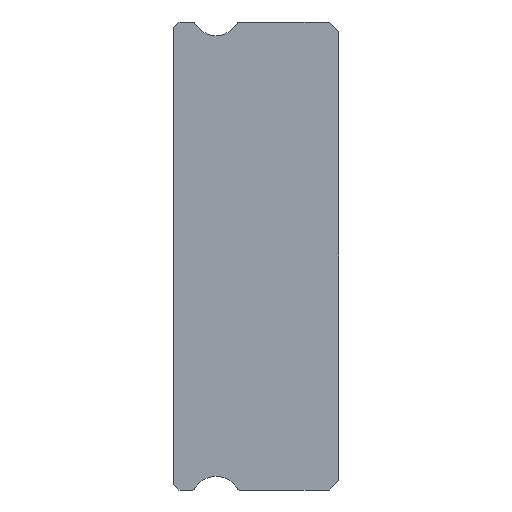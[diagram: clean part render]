
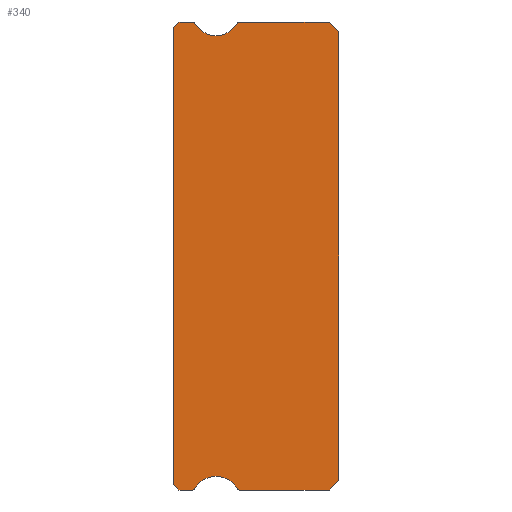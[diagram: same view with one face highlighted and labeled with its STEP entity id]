
A CAD part, left-side view. The second image highlights one B-rep face of the part: STEP entity #340.
In plain terms, the highlighted planar face has unit normal (-1, 0, 0).
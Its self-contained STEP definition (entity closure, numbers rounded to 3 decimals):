
#36 = VERTEX_POINT ( 'NONE', #1711 ) ;
#44 = AXIS2_PLACEMENT_3D ( 'NONE', #907, #688, #1335 ) ;
#68 = DIRECTION ( 'NONE',  ( 0., 0., -1. ) ) ;
#85 = CARTESIAN_POINT ( 'NONE',  ( -20., 5.217, 11.925 ) ) ;
#89 = CARTESIAN_POINT ( 'NONE',  ( -20., 8.2, -12. ) ) ;
#125 = DIRECTION ( 'NONE',  ( -1., 0., 0. ) ) ;
#154 = DIRECTION ( 'NONE',  ( 0., 0.707, -0.707 ) ) ;
#179 = ORIENTED_EDGE ( 'NONE', *, *, #2387, .T. ) ;
#195 = CARTESIAN_POINT ( 'NONE',  ( -20., 8.2, -12. ) ) ;
#207 = VERTEX_POINT ( 'NONE', #195 ) ;
#250 = LINE ( 'NONE', #654, #1813 ) ;
#256 = EDGE_CURVE ( 'NONE', #2038, #593, #1392, .T. ) ;
#269 = CIRCLE ( 'NONE', #1086, 1.25 ) ;
#321 = VERTEX_POINT ( 'NONE', #1159 ) ;
#324 = CARTESIAN_POINT ( 'NONE',  ( -20., 0., 11.5 ) ) ;
#332 = AXIS2_PLACEMENT_3D ( 'NONE', #1200, #1928, #1002 ) ;
#340 = ADVANCED_FACE ( 'NONE', ( #1859 ), #706, .F. ) ;
#342 = LINE ( 'NONE', #1773, #2879 ) ;
#369 = VECTOR ( 'NONE', #1456, 1000. ) ;
#371 = CARTESIAN_POINT ( 'NONE',  ( -20., 5.217, -11.925 ) ) ;
#377 = AXIS2_PLACEMENT_3D ( 'NONE', #1630, #1171, #2556 ) ;
#384 = ORIENTED_EDGE ( 'NONE', *, *, #862, .F. ) ;
#427 = VERTEX_POINT ( 'NONE', #85 ) ;
#473 = CARTESIAN_POINT ( 'NONE',  ( -20., 8.2, 12. ) ) ;
#488 = VERTEX_POINT ( 'NONE', #2858 ) ;
#502 = EDGE_CURVE ( 'NONE', #488, #36, #2017, .T. ) ;
#574 = EDGE_CURVE ( 'NONE', #207, #1661, #2398, .T. ) ;
#593 = VERTEX_POINT ( 'NONE', #1226 ) ;
#654 = CARTESIAN_POINT ( 'NONE',  ( -20., 7.512, -12. ) ) ;
#688 = DIRECTION ( 'NONE',  ( 1., 0., 0. ) ) ;
#706 = PLANE ( 'NONE',  #377 ) ;
#733 = DIRECTION ( 'NONE',  ( 1., 0., 0. ) ) ;
#743 = ORIENTED_EDGE ( 'NONE', *, *, #256, .F. ) ;
#821 = ORIENTED_EDGE ( 'NONE', *, *, #2457, .F. ) ;
#827 = LINE ( 'NONE', #2465, #1337 ) ;
#841 = ORIENTED_EDGE ( 'NONE', *, *, #2304, .F. ) ;
#862 = EDGE_CURVE ( 'NONE', #2495, #1271, #2239, .T. ) ;
#907 = CARTESIAN_POINT ( 'NONE',  ( -20., 5.088, -11.85 ) ) ;
#935 = DIRECTION ( 'NONE',  ( 0., 0.707, -0.707 ) ) ;
#942 = DIRECTION ( 'NONE',  ( -1., 0., 0. ) ) ;
#990 = DIRECTION ( 'NONE',  ( 0., 0., -1. ) ) ;
#1002 = DIRECTION ( 'NONE',  ( 0., 0., -1. ) ) ;
#1027 = LINE ( 'NONE', #1729, #1725 ) ;
#1035 = VERTEX_POINT ( 'NONE', #1610 ) ;
#1051 = DIRECTION ( 'NONE',  ( 1., 0., 0. ) ) ;
#1062 = EDGE_CURVE ( 'NONE', #2424, #2038, #1347, .T. ) ;
#1064 = DIRECTION ( 'NONE',  ( 0., 0., -1. ) ) ;
#1067 = CARTESIAN_POINT ( 'NONE',  ( -20., 0., 11.5 ) ) ;
#1086 = AXIS2_PLACEMENT_3D ( 'NONE', #2713, #125, #1064 ) ;
#1102 = VERTEX_POINT ( 'NONE', #1852 ) ;
#1127 = ORIENTED_EDGE ( 'NONE', *, *, #574, .T. ) ;
#1159 = CARTESIAN_POINT ( 'NONE',  ( -20., 6.3, 11.3 ) ) ;
#1160 = EDGE_CURVE ( 'NONE', #593, #1661, #1929, .T. ) ;
#1171 = DIRECTION ( 'NONE',  ( 1., 0., 0. ) ) ;
#1179 = CARTESIAN_POINT ( 'NONE',  ( -20., 5.088, -12. ) ) ;
#1200 = CARTESIAN_POINT ( 'NONE',  ( -20., 7.512, 11.85 ) ) ;
#1213 = LINE ( 'NONE', #2853, #369 ) ;
#1226 = CARTESIAN_POINT ( 'NONE',  ( -20., 7.383, -11.925 ) ) ;
#1271 = VERTEX_POINT ( 'NONE', #2471 ) ;
#1299 = VECTOR ( 'NONE', #1793, 1000. ) ;
#1312 = ORIENTED_EDGE ( 'NONE', *, *, #2900, .T. ) ;
#1315 = CARTESIAN_POINT ( 'NONE',  ( -20., 7.512, -12. ) ) ;
#1335 = DIRECTION ( 'NONE',  ( 0., 0., -1. ) ) ;
#1337 = VECTOR ( 'NONE', #2942, 1000. ) ;
#1347 = CIRCLE ( 'NONE', #44, 0.15 ) ;
#1362 = VERTEX_POINT ( 'NONE', #2667 ) ;
#1378 = AXIS2_PLACEMENT_3D ( 'NONE', #2475, #1051, #2902 ) ;
#1392 = CIRCLE ( 'NONE', #2930, 1.25 ) ;
#1456 = DIRECTION ( 'NONE',  ( 0., 0., 1. ) ) ;
#1470 = LINE ( 'NONE', #324, #2782 ) ;
#1476 = EDGE_LOOP ( 'NONE', ( #821, #1312, #1127, #1765, #743, #1922, #1520, #841, #179, #2351, #384, #1881, #2427, #2053, #2420, #2192, #1766 ) ) ;
#1481 = VERTEX_POINT ( 'NONE', #473 ) ;
#1520 = ORIENTED_EDGE ( 'NONE', *, *, #2210, .F. ) ;
#1610 = CARTESIAN_POINT ( 'NONE',  ( -20., 8.5, 11.7 ) ) ;
#1611 = DIRECTION ( 'NONE',  ( 0., 1., 0. ) ) ;
#1630 = CARTESIAN_POINT ( 'NONE',  ( -20., 7.512, 11.85 ) ) ;
#1652 = CARTESIAN_POINT ( 'NONE',  ( -20., 5.088, 12. ) ) ;
#1654 = VERTEX_POINT ( 'NONE', #1709 ) ;
#1661 = VERTEX_POINT ( 'NONE', #1315 ) ;
#1709 = CARTESIAN_POINT ( 'NONE',  ( -20., 0.5, -12. ) ) ;
#1711 = CARTESIAN_POINT ( 'NONE',  ( -20., 7.383, 11.925 ) ) ;
#1725 = VECTOR ( 'NONE', #2425, 1000. ) ;
#1729 = CARTESIAN_POINT ( 'NONE',  ( -20., 0.5, 12. ) ) ;
#1757 = EDGE_CURVE ( 'NONE', #488, #1481, #827, .T. ) ;
#1765 = ORIENTED_EDGE ( 'NONE', *, *, #1160, .F. ) ;
#1766 = ORIENTED_EDGE ( 'NONE', *, *, #2546, .T. ) ;
#1771 = VECTOR ( 'NONE', #2123, 1000. ) ;
#1773 = CARTESIAN_POINT ( 'NONE',  ( -20., 8.5, 11.7 ) ) ;
#1779 = VERTEX_POINT ( 'NONE', #1067 ) ;
#1793 = DIRECTION ( 'NONE',  ( 0., -1., 0. ) ) ;
#1813 = VECTOR ( 'NONE', #1611, 1000. ) ;
#1852 = CARTESIAN_POINT ( 'NONE',  ( -20., 8.5, -11.7 ) ) ;
#1853 = LINE ( 'NONE', #2284, #2587 ) ;
#1859 = FACE_OUTER_BOUND ( 'NONE', #1476, .T. ) ;
#1881 = ORIENTED_EDGE ( 'NONE', *, *, #2142, .F. ) ;
#1922 = ORIENTED_EDGE ( 'NONE', *, *, #1062, .F. ) ;
#1928 = DIRECTION ( 'NONE',  ( 1., 0., 0. ) ) ;
#1929 = CIRCLE ( 'NONE', #1978, 0.15 ) ;
#1978 = AXIS2_PLACEMENT_3D ( 'NONE', #2852, #733, #2818 ) ;
#1999 = EDGE_CURVE ( 'NONE', #36, #321, #2101, .T. ) ;
#2017 = CIRCLE ( 'NONE', #332, 0.15 ) ;
#2038 = VERTEX_POINT ( 'NONE', #371 ) ;
#2053 = ORIENTED_EDGE ( 'NONE', *, *, #1999, .F. ) ;
#2067 = EDGE_CURVE ( 'NONE', #321, #427, #269, .T. ) ;
#2101 = CIRCLE ( 'NONE', #2684, 1.25 ) ;
#2121 = DIRECTION ( 'NONE',  ( 0., -1., 0. ) ) ;
#2123 = DIRECTION ( 'NONE',  ( 0., -0.707, -0.707 ) ) ;
#2139 = DIRECTION ( 'NONE',  ( -1., 0., 0. ) ) ;
#2142 = EDGE_CURVE ( 'NONE', #427, #2495, #2149, .T. ) ;
#2147 = DIRECTION ( 'NONE',  ( 0., 0., 1. ) ) ;
#2149 = CIRCLE ( 'NONE', #1378, 0.15 ) ;
#2187 = LINE ( 'NONE', #89, #1771 ) ;
#2192 = ORIENTED_EDGE ( 'NONE', *, *, #1757, .T. ) ;
#2210 = EDGE_CURVE ( 'NONE', #1654, #2424, #250, .T. ) ;
#2212 = VECTOR ( 'NONE', #2121, 1000. ) ;
#2239 = LINE ( 'NONE', #2938, #1299 ) ;
#2284 = CARTESIAN_POINT ( 'NONE',  ( -20., 0., -11.5 ) ) ;
#2304 = EDGE_CURVE ( 'NONE', #1362, #1654, #1853, .T. ) ;
#2351 = ORIENTED_EDGE ( 'NONE', *, *, #2861, .F. ) ;
#2387 = EDGE_CURVE ( 'NONE', #1362, #1779, #1470, .T. ) ;
#2398 = LINE ( 'NONE', #2834, #2212 ) ;
#2401 = CARTESIAN_POINT ( 'NONE',  ( -20., 6.3, 12.55 ) ) ;
#2420 = ORIENTED_EDGE ( 'NONE', *, *, #502, .F. ) ;
#2424 = VERTEX_POINT ( 'NONE', #1179 ) ;
#2425 = DIRECTION ( 'NONE',  ( 0., -0.707, -0.707 ) ) ;
#2427 = ORIENTED_EDGE ( 'NONE', *, *, #2067, .F. ) ;
#2457 = EDGE_CURVE ( 'NONE', #1102, #1035, #1213, .T. ) ;
#2465 = CARTESIAN_POINT ( 'NONE',  ( -20., 8.2, 12. ) ) ;
#2471 = CARTESIAN_POINT ( 'NONE',  ( -20., 0.5, 12. ) ) ;
#2475 = CARTESIAN_POINT ( 'NONE',  ( -20., 5.088, 11.85 ) ) ;
#2495 = VERTEX_POINT ( 'NONE', #1652 ) ;
#2546 = EDGE_CURVE ( 'NONE', #1481, #1035, #342, .T. ) ;
#2556 = DIRECTION ( 'NONE',  ( 0., 0., -1. ) ) ;
#2587 = VECTOR ( 'NONE', #935, 1000. ) ;
#2599 = CARTESIAN_POINT ( 'NONE',  ( -20., 6.3, -12.55 ) ) ;
#2667 = CARTESIAN_POINT ( 'NONE',  ( -20., 0., -11.5 ) ) ;
#2684 = AXIS2_PLACEMENT_3D ( 'NONE', #2401, #2139, #68 ) ;
#2713 = CARTESIAN_POINT ( 'NONE',  ( -20., 6.3, 12.55 ) ) ;
#2782 = VECTOR ( 'NONE', #2147, 1000. ) ;
#2818 = DIRECTION ( 'NONE',  ( 0., 0., -1. ) ) ;
#2834 = CARTESIAN_POINT ( 'NONE',  ( -20., 7.512, -12. ) ) ;
#2852 = CARTESIAN_POINT ( 'NONE',  ( -20., 7.512, -11.85 ) ) ;
#2853 = CARTESIAN_POINT ( 'NONE',  ( -20., 8.5, 11.85 ) ) ;
#2858 = CARTESIAN_POINT ( 'NONE',  ( -20., 7.512, 12. ) ) ;
#2861 = EDGE_CURVE ( 'NONE', #1271, #1779, #1027, .T. ) ;
#2879 = VECTOR ( 'NONE', #154, 1000. ) ;
#2900 = EDGE_CURVE ( 'NONE', #1102, #207, #2187, .T. ) ;
#2902 = DIRECTION ( 'NONE',  ( 0., 0., -1. ) ) ;
#2930 = AXIS2_PLACEMENT_3D ( 'NONE', #2599, #942, #990 ) ;
#2938 = CARTESIAN_POINT ( 'NONE',  ( -20., 7.512, 12. ) ) ;
#2942 = DIRECTION ( 'NONE',  ( 0., 1., 0. ) ) ;
